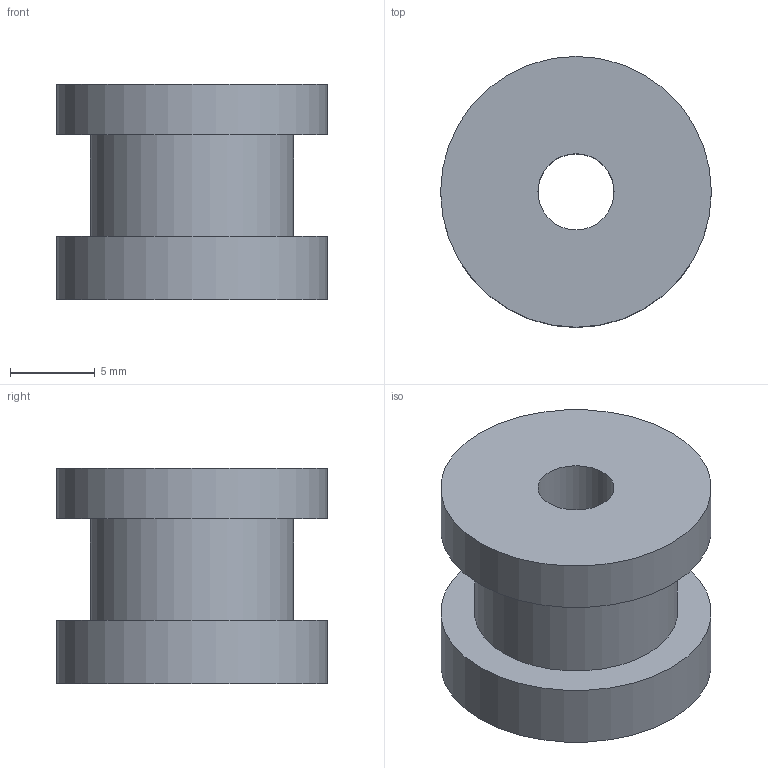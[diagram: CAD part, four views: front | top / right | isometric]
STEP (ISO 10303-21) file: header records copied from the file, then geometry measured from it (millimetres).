
FILE_DESCRIPTION(/* description */ (''),/* implementation_level */ '2;1');
FILE_NAME(/* name */ 'Mosquito Groove Mount.step',/* time_stamp */ '2020-04-15T21:42:06-05:00',/* author */ (''),/* organization */ (''),/* preprocessor_version */ 'ST-DEVELOPER v18.1',/* originating_system */ 'Autodesk Translation Framework v9.2.0.1227',/* authorisation */ '');
FILE_SCHEMA (('AUTOMOTIVE_DESIGN { 1 0 10303 214 3 1 1 }'));
Length unit declared in the file: millimetre
Products named in the file (2): groove mount mockup; Mosquito Groove Mount
Assembly tree (1 placements, depth 2):
  groove mount mockup
    Mosquito Groove Mount
Bounding box: 16 x 16 x 12.75 mm (x, y, z)
Volume: 1803.5 mm3; surface area: 1432 mm2
Topology: 1 solids, 1 shells, 76 faces, 196 edges, 124 vertices
Faces by surface type: cylinder 64, plane 6, bspline 4, cone 2
Full cylindrical faces by diameter (mm): 2.075 x26, 2.58 x26, 4.5 x1, 12 x1, 16 x2
Entity records: 5307 total; most frequent: CARTESIAN_POINT 3609, ORIENTED_EDGE 388, DIRECTION 268, EDGE_CURVE 194, VERTEX_POINT 124, B_SPLINE_CURVE_WITH_KNOTS 104, AXIS2_PLACEMENT_3D 103, EDGE_LOOP 82
